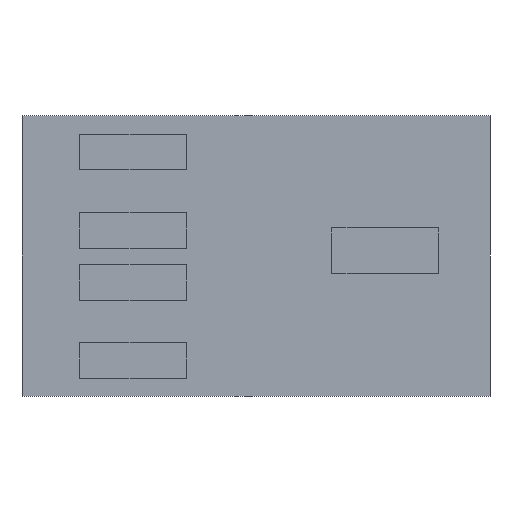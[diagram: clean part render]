
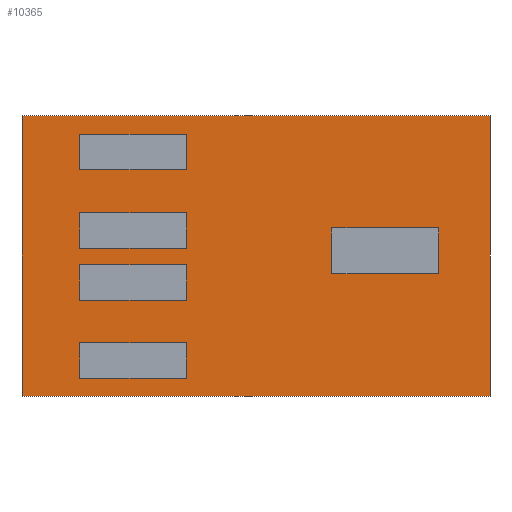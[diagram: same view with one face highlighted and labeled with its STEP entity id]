
A CAD part, front view. The second image highlights one B-rep face of the part: STEP entity #10365.
In plain terms, the highlighted planar face has unit normal (0, -1, 0).
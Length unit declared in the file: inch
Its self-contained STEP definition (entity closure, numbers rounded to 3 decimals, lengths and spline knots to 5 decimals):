
#511 = CARTESIAN_POINT ( 'NONE',  ( 0., -0.03125, 0. ) ) ;
#552 = DIRECTION ( 'NONE',  ( 1., 0., 0. ) ) ;
#638 = EDGE_CURVE ( 'NONE', #12657, #7025, #2089, .T. ) ;
#859 = FACE_OUTER_BOUND ( 'NONE', #3677, .T. ) ;
#972 = CARTESIAN_POINT ( 'NONE',  ( -0.45, -0.03125, -0.27 ) ) ;
#1068 = VECTOR ( 'NONE', #6765, 39.37008 ) ;
#1669 = DIRECTION ( 'NONE',  ( 0., 0., -1. ) ) ;
#2089 = LINE ( 'NONE', #9089, #10939 ) ;
#3193 = CARTESIAN_POINT ( 'NONE',  ( 0.45, -0.03125, 0.27 ) ) ;
#3280 = CARTESIAN_POINT ( 'NONE',  ( -0.45, -0.03125, 0.27 ) ) ;
#3632 = VERTEX_POINT ( 'NONE', #13842 ) ;
#3677 = EDGE_LOOP ( 'NONE', ( #10176, #6631, #13294, #9145 ) ) ;
#5388 = EDGE_CURVE ( 'NONE', #7025, #9537, #7021, .T. ) ;
#6099 = DIRECTION ( 'NONE',  ( -1., 0., 0. ) ) ;
#6472 = EDGE_CURVE ( 'NONE', #9537, #3632, #10267, .T. ) ;
#6618 = VECTOR ( 'NONE', #552, 39.37008 ) ;
#6631 = ORIENTED_EDGE ( 'NONE', *, *, #10401, .F. ) ;
#6765 = DIRECTION ( 'NONE',  ( 0., 0., 1. ) ) ;
#7021 = LINE ( 'NONE', #14204, #10109 ) ;
#7025 = VERTEX_POINT ( 'NONE', #8833 ) ;
#7413 = PLANE ( 'NONE',  #10555 ) ;
#8574 = DIRECTION ( 'NONE',  ( 0., -1., 0. ) ) ;
#8833 = CARTESIAN_POINT ( 'NONE',  ( 0.45, -0.03125, -0.27 ) ) ;
#9089 = CARTESIAN_POINT ( 'NONE',  ( 0.45, -0.03125, 0.27 ) ) ;
#9145 = ORIENTED_EDGE ( 'NONE', *, *, #5388, .F. ) ;
#9537 = VERTEX_POINT ( 'NONE', #972 ) ;
#10109 = VECTOR ( 'NONE', #6099, 39.37008 ) ;
#10176 = ORIENTED_EDGE ( 'NONE', *, *, #638, .F. ) ;
#10267 = LINE ( 'NONE', #3280, #1068 ) ;
#10365 = ADVANCED_FACE ( 'NONE', ( #859 ), #7413, .T. ) ;
#10401 = EDGE_CURVE ( 'NONE', #3632, #12657, #14588, .T. ) ;
#10555 = AXIS2_PLACEMENT_3D ( 'NONE', #511, #8574, #1669 ) ;
#10939 = VECTOR ( 'NONE', #12524, 39.37008 ) ;
#12524 = DIRECTION ( 'NONE',  ( 0., 0., -1. ) ) ;
#12657 = VERTEX_POINT ( 'NONE', #3193 ) ;
#13246 = CARTESIAN_POINT ( 'NONE',  ( -0.45, -0.03125, 0.27 ) ) ;
#13294 = ORIENTED_EDGE ( 'NONE', *, *, #6472, .F. ) ;
#13842 = CARTESIAN_POINT ( 'NONE',  ( -0.45, -0.03125, 0.27 ) ) ;
#14204 = CARTESIAN_POINT ( 'NONE',  ( -0.45, -0.03125, -0.27 ) ) ;
#14588 = LINE ( 'NONE', #13246, #6618 ) ;
